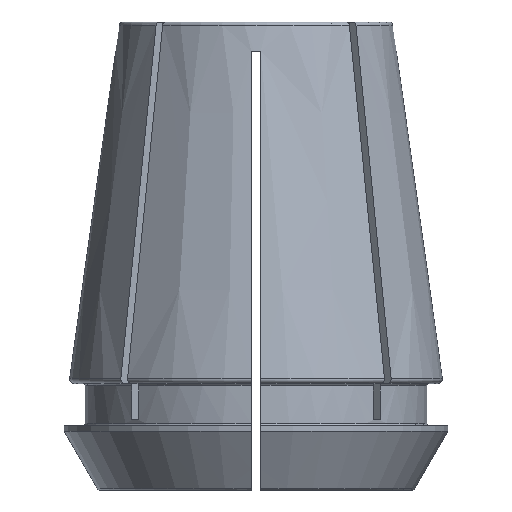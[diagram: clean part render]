
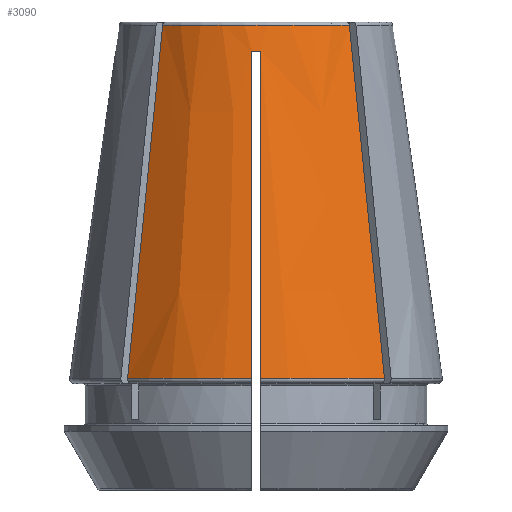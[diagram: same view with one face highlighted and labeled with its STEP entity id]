
A CAD part, front view. The second image highlights one B-rep face of the part: STEP entity #3090.
In plain terms, the highlighted conical face has half-angle 8 degrees and reference radius 11.657 mm.
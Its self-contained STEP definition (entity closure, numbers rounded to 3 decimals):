
#21=CONICAL_SURFACE('',#3323,11.657,0.14);
#70=B_SPLINE_CURVE_WITH_KNOTS('',3,(#4797,#4798,#4799,#4800),
 .UNSPECIFIED.,.F.,.F.,(4,4),(0.,0.03),
 .UNSPECIFIED.);
#81=B_SPLINE_CURVE_WITH_KNOTS('',3,(#4901,#4902,#4903,#4904,#4905,#4906,
#4907,#4908,#4909,#4910),.UNSPECIFIED.,.F.,.F.,(4,3,3,4),(0.018,
0.022,0.044,0.047),.UNSPECIFIED.);
#109=B_SPLINE_CURVE_WITH_KNOTS('',3,(#5183,#5184,#5185,#5186),
 .UNSPECIFIED.,.F.,.F.,(4,4),(0.,0.03),
 .UNSPECIFIED.);
#115=B_SPLINE_CURVE_WITH_KNOTS('',3,(#5247,#5248,#5249,#5250,#5251,#5252,
#5253,#5254,#5255,#5256),.UNSPECIFIED.,.F.,.F.,(4,3,3,4),(0.018,
0.022,0.044,0.047),.UNSPECIFIED.);
#890=ORIENTED_EDGE('',*,*,#1863,.T.);
#891=ORIENTED_EDGE('',*,*,#1842,.T.);
#892=ORIENTED_EDGE('',*,*,#1864,.F.);
#893=ORIENTED_EDGE('',*,*,#1720,.F.);
#894=ORIENTED_EDGE('',*,*,#1665,.T.);
#895=ORIENTED_EDGE('',*,*,#1865,.F.);
#896=ORIENTED_EDGE('',*,*,#1732,.F.);
#897=ORIENTED_EDGE('',*,*,#1754,.T.);
#1665=EDGE_CURVE('',#2166,#2164,#2482,.T.);
#1720=EDGE_CURVE('',#2166,#2211,#70,.T.);
#1732=EDGE_CURVE('',#2220,#2222,#2494,.T.);
#1754=EDGE_CURVE('',#2220,#2243,#81,.T.);
#1842=EDGE_CURVE('',#2323,#2324,#109,.T.);
#1863=EDGE_CURVE('',#2243,#2323,#2516,.T.);
#1864=EDGE_CURVE('',#2211,#2324,#2517,.T.);
#1865=EDGE_CURVE('',#2222,#2164,#115,.T.);
#2164=VERTEX_POINT('',#4610);
#2166=VERTEX_POINT('',#4613);
#2211=VERTEX_POINT('',#4801);
#2220=VERTEX_POINT('',#4832);
#2222=VERTEX_POINT('',#4835);
#2243=VERTEX_POINT('',#4900);
#2323=VERTEX_POINT('',#5187);
#2324=VERTEX_POINT('',#5188);
#2482=CIRCLE('',#3269,15.936);
#2494=CIRCLE('',#3290,12.009);
#2516=CIRCLE('',#3324,15.936);
#2517=CIRCLE('',#3325,11.694);
#2686=EDGE_LOOP('',(#890,#891,#892,#893,#894,#895,#896,#897));
#2854=FACE_BOUND('',#2686,.T.);
#3090=ADVANCED_FACE('',(#2854),#21,.T.);
#3269=AXIS2_PLACEMENT_3D('',#4612,#3677,#3678);
#3290=AXIS2_PLACEMENT_3D('',#4834,#3749,#3750);
#3323=AXIS2_PLACEMENT_3D('',#5244,#3883,#3884);
#3324=AXIS2_PLACEMENT_3D('',#5245,#3885,#3886);
#3325=AXIS2_PLACEMENT_3D('',#5246,#3887,#3888);
#3677=DIRECTION('',(0.,0.,1.));
#3678=DIRECTION('',(1.,0.,0.));
#3749=DIRECTION('',(0.,0.,-1.));
#3750=DIRECTION('',(-1.,0.,0.));
#3883=DIRECTION('',(0.,0.,-1.));
#3884=DIRECTION('',(-1.,0.,0.));
#3885=DIRECTION('',(0.,0.,1.));
#3886=DIRECTION('',(1.,0.,0.));
#3887=DIRECTION('',(0.,0.,1.));
#3888=DIRECTION('',(1.,0.,0.));
#4610=CARTESIAN_POINT('',(-0.4,-15.931,4.056));
#4612=CARTESIAN_POINT('',(0.,0.,4.056));
#4613=CARTESIAN_POINT('',(-10.982,-11.548,4.056));
#4797=CARTESIAN_POINT('',(-10.982,-11.548,4.056));
#4798=CARTESIAN_POINT('',(-9.982,-10.547,14.118));
#4799=CARTESIAN_POINT('',(-8.981,-9.547,24.18));
#4800=CARTESIAN_POINT('',(-7.981,-8.547,34.242));
#4801=CARTESIAN_POINT('',(-7.981,-8.547,34.242));
#4832=CARTESIAN_POINT('',(0.4,-12.002,32.));
#4834=CARTESIAN_POINT('',(0.,0.,32.));
#4835=CARTESIAN_POINT('',(-0.4,-12.002,32.));
#4900=CARTESIAN_POINT('',(0.4,-15.931,4.056));
#4901=CARTESIAN_POINT('',(0.4,-12.002,32.));
#4902=CARTESIAN_POINT('',(0.4,-12.162,30.861));
#4903=CARTESIAN_POINT('',(0.4,-12.322,29.721));
#4904=CARTESIAN_POINT('',(0.4,-12.483,28.582));
#4905=CARTESIAN_POINT('',(0.4,-13.5,21.344));
#4906=CARTESIAN_POINT('',(0.4,-14.518,14.106));
#4907=CARTESIAN_POINT('',(0.4,-15.535,6.869));
#4908=CARTESIAN_POINT('',(0.4,-15.667,5.931));
#4909=CARTESIAN_POINT('',(0.4,-15.799,4.993));
#4910=CARTESIAN_POINT('',(0.4,-15.931,4.056));
#5183=CARTESIAN_POINT('',(10.982,-11.548,4.056));
#5184=CARTESIAN_POINT('',(9.982,-10.547,14.118));
#5185=CARTESIAN_POINT('',(8.981,-9.547,24.18));
#5186=CARTESIAN_POINT('',(7.981,-8.547,34.242));
#5187=CARTESIAN_POINT('',(10.982,-11.548,4.056));
#5188=CARTESIAN_POINT('',(7.981,-8.547,34.242));
#5244=CARTESIAN_POINT('',(0.,0.,34.5));
#5245=CARTESIAN_POINT('',(0.,0.,4.056));
#5246=CARTESIAN_POINT('',(0.,0.,34.242));
#5247=CARTESIAN_POINT('',(-0.4,-12.002,32.));
#5248=CARTESIAN_POINT('',(-0.4,-12.162,30.861));
#5249=CARTESIAN_POINT('',(-0.4,-12.322,29.721));
#5250=CARTESIAN_POINT('',(-0.4,-12.483,28.582));
#5251=CARTESIAN_POINT('',(-0.4,-13.5,21.344));
#5252=CARTESIAN_POINT('',(-0.4,-14.518,14.106));
#5253=CARTESIAN_POINT('',(-0.4,-15.535,6.869));
#5254=CARTESIAN_POINT('',(-0.4,-15.667,5.931));
#5255=CARTESIAN_POINT('',(-0.4,-15.799,4.993));
#5256=CARTESIAN_POINT('',(-0.4,-15.931,4.056));
